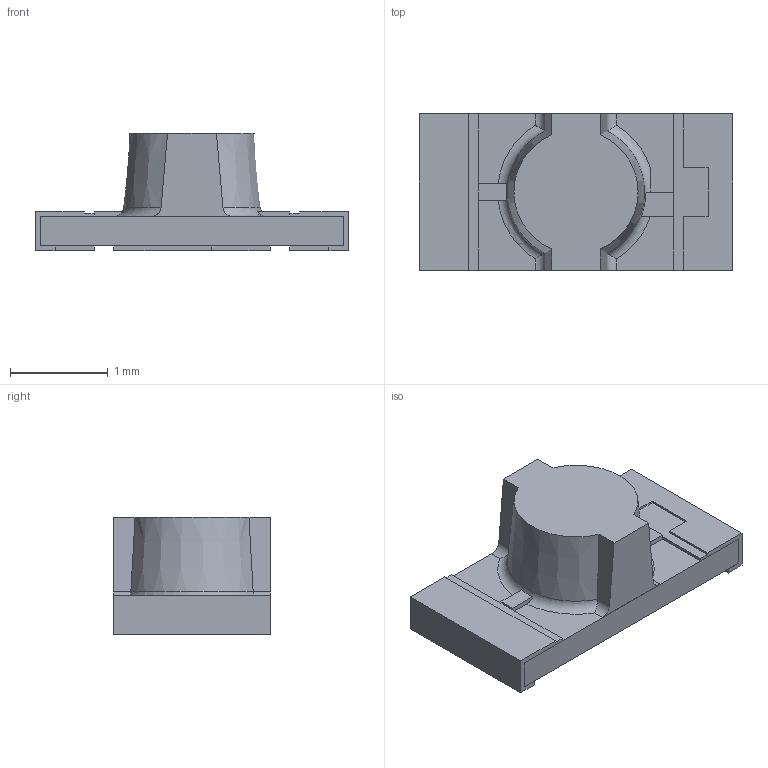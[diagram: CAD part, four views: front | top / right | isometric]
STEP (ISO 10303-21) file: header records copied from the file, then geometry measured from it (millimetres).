
FILE_DESCRIPTION( ( 'Unknown' ), '1' );
FILE_NAME( 'WL-SMRW_1206_round.stp', 'Unknown', ( 'Unknown' ), ( 'Unknown' ), 'PSStep 16.0.42', 'Unknown', ' ' );
FILE_SCHEMA( ( 'AUTOMOTIVE_DESIGN { 1 0 10303 214 1 1 1 1 }' ) );
Length unit declared in the file: millimetre
Products named in the file (6): Assem1; contact-pins; PCB; glass housing; Polarity Mark
Assembly tree (5 placements, depth 2):
  Assem1
    contact-pins
    contact-pins
    PCB
    glass housing
    Polarity Mark
Bounding box: 3.2 x 1.6 x 1.2 mm (x, y, z)
Volume: 3.1 mm3; surface area: 35.6 mm2
Topology: 5 solids, 5 shells, 119 faces, 313 edges, 206 vertices
Faces by surface type: plane 111, cylinder 4, cone 2, torus 2
Entity records: 4730 total; most frequent: CARTESIAN_POINT 746, ORIENTED_EDGE 626, DIRECTION 566, EDGE_CURVE 313, LINE 286, VECTOR 286, VERTEX_POINT 206, AXIS2_PLACEMENT_3D 140
